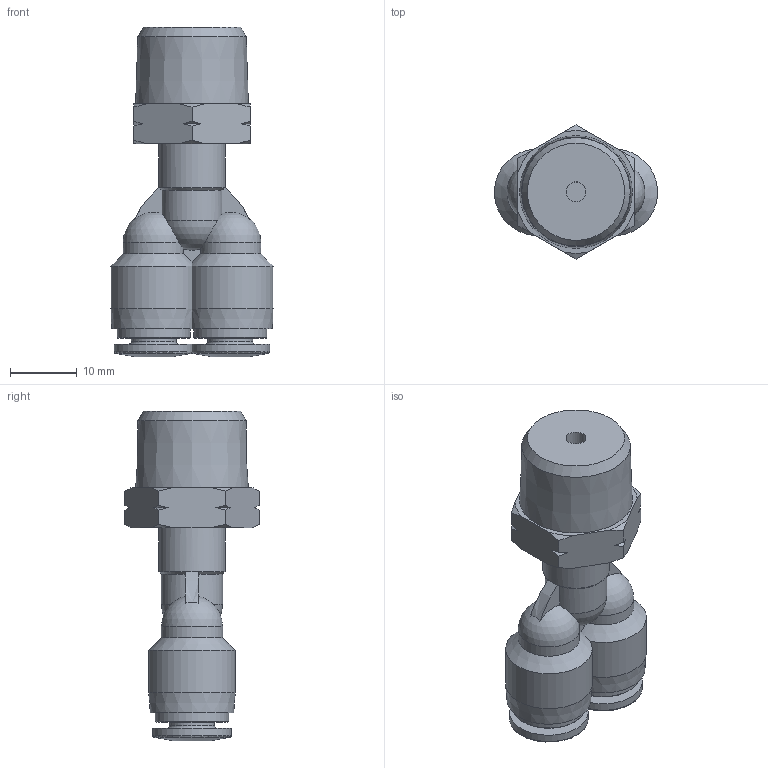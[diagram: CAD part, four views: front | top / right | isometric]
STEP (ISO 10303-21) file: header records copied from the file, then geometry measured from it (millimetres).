
FILE_DESCRIPTION(/* description */ ('STEP AP214'),/* implementation_level */ '2;1');
FILE_NAME(/* name */ '564699_QBY-3_8-3_16-U',/* time_stamp */ '2024-09-14T05:22:04+02:00',/* author */ ('License CC BY-ND 4.0'),/* organization */ ('CADENAS'),/* preprocessor_version */ 'ST-DEVELOPER v19.3',/* originating_system */ 'PARTsolutions',/* authorisation */ ' ');
FILE_SCHEMA (('AUTOMOTIVE_DESIGN {1 0 10303 214 3 1 1}'));
Length unit declared in the file: millimetre
Products named in the file (1): 564699 QBY-3/8-3/16-U
Bounding box: 24.45 x 20.16 x 49.5 mm (x, y, z)
Volume: 8335.8 mm3; surface area: 4415.6 mm2
Topology: 1 solids, 1 shells, 94 faces, 230 edges, 145 vertices
Faces by surface type: cone 36, plane 26, cylinder 20, sphere 6, torus 6
Full cylindrical faces by diameter (mm): 3 x3, 4.762 x2, 6.762 x2, 10 x1, 11 x2
Entity records: 3364 total; most frequent: CARTESIAN_POINT 660, DIRECTION 406, ORIENTED_EDGE 402, EDGE_CURVE 201, AXIS2_PLACEMENT_3D 181, VERTEX_POINT 140, EDGE_LOOP 127, FACE_BOUND 127
